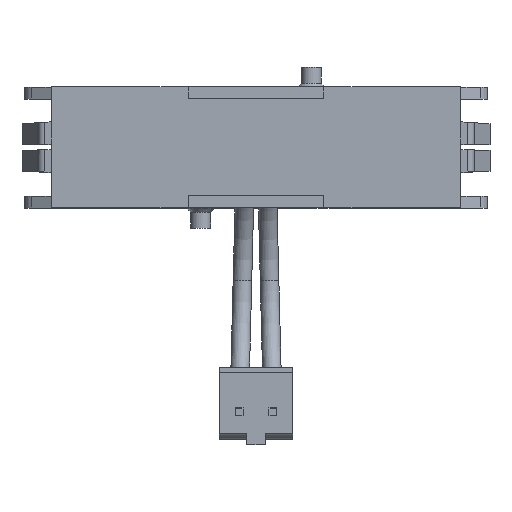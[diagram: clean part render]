
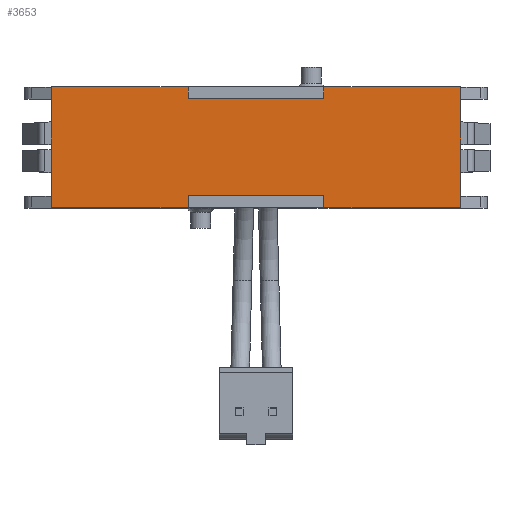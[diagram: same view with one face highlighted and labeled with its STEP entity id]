
A CAD part, top view. The second image highlights one B-rep face of the part: STEP entity #3653.
In plain terms, the highlighted planar face has unit normal (0, 0, 1).
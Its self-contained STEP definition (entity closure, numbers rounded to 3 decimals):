
#281=FACE_OUTER_BOUND('',#511,.T.);
#511=EDGE_LOOP('',(#2787,#2788,#2789,#2790,#2791,#2792,#2793,#2794,#2795,
#2796,#2797,#2798));
#671=LINE('',#5331,#1101);
#676=LINE('',#5340,#1106);
#731=LINE('',#5468,#1161);
#734=LINE('',#5474,#1164);
#801=LINE('',#5632,#1231);
#832=LINE('',#5697,#1262);
#835=LINE('',#5703,#1265);
#836=LINE('',#5705,#1266);
#837=LINE('',#5706,#1267);
#838=LINE('',#5708,#1268);
#839=LINE('',#5710,#1269);
#840=LINE('',#5711,#1270);
#1101=VECTOR('',#4223,10.2);
#1106=VECTOR('',#4230,0.9);
#1161=VECTOR('',#4335,10.3);
#1164=VECTOR('',#4338,10.3);
#1231=VECTOR('',#4481,0.9);
#1262=VECTOR('',#4552,10.2);
#1265=VECTOR('',#4557,0.9);
#1266=VECTOR('',#4558,10.3);
#1267=VECTOR('',#4559,9.1);
#1268=VECTOR('',#4560,9.1);
#1269=VECTOR('',#4561,10.3);
#1270=VECTOR('',#4562,0.9);
#1568=VERTEX_POINT('',#5327);
#1570=VERTEX_POINT('',#5330);
#1573=VERTEX_POINT('',#5338);
#1620=VERTEX_POINT('',#5465);
#1623=VERTEX_POINT('',#5471);
#1624=VERTEX_POINT('',#5473);
#1689=VERTEX_POINT('',#5693);
#1691=VERTEX_POINT('',#5696);
#1693=VERTEX_POINT('',#5702);
#1694=VERTEX_POINT('',#5704);
#1695=VERTEX_POINT('',#5707);
#1696=VERTEX_POINT('',#5709);
#1923=EDGE_CURVE('',#1570,#1568,#671,.T.);
#1928=EDGE_CURVE('',#1573,#1568,#676,.T.);
#1991=EDGE_CURVE('',#1573,#1620,#731,.T.);
#1994=EDGE_CURVE('',#1624,#1623,#734,.T.);
#2075=EDGE_CURVE('',#1623,#1570,#801,.T.);
#2106=EDGE_CURVE('',#1689,#1691,#832,.T.);
#2109=EDGE_CURVE('',#1693,#1689,#835,.T.);
#2110=EDGE_CURVE('',#1693,#1694,#836,.T.);
#2111=EDGE_CURVE('',#1694,#1624,#837,.T.);
#2112=EDGE_CURVE('',#1695,#1620,#838,.T.);
#2113=EDGE_CURVE('',#1695,#1696,#839,.T.);
#2114=EDGE_CURVE('',#1696,#1691,#840,.T.);
#2787=ORIENTED_EDGE('',*,*,#2109,.F.);
#2788=ORIENTED_EDGE('',*,*,#2110,.T.);
#2789=ORIENTED_EDGE('',*,*,#2111,.T.);
#2790=ORIENTED_EDGE('',*,*,#1994,.T.);
#2791=ORIENTED_EDGE('',*,*,#2075,.T.);
#2792=ORIENTED_EDGE('',*,*,#1923,.T.);
#2793=ORIENTED_EDGE('',*,*,#1928,.F.);
#2794=ORIENTED_EDGE('',*,*,#1991,.T.);
#2795=ORIENTED_EDGE('',*,*,#2112,.F.);
#2796=ORIENTED_EDGE('',*,*,#2113,.T.);
#2797=ORIENTED_EDGE('',*,*,#2114,.T.);
#2798=ORIENTED_EDGE('',*,*,#2106,.F.);
#3462=PLANE('',#3921);
#3653=ADVANCED_FACE('',(#281),#3462,.T.);
#3921=AXIS2_PLACEMENT_3D('',#5701,#4555,#4556);
#4223=DIRECTION('',(-1.,0.,0.));
#4230=DIRECTION('',(0.,-1.,0.));
#4335=DIRECTION('',(-1.,0.,0.));
#4338=DIRECTION('',(-1.,0.,0.));
#4481=DIRECTION('',(0.,-1.,0.));
#4552=DIRECTION('',(-1.,0.,0.));
#4555=DIRECTION('center_axis',(0.,0.,1.));
#4556=DIRECTION('ref_axis',(0.,1.,0.));
#4557=DIRECTION('',(0.,1.,0.));
#4558=DIRECTION('',(1.,0.,0.));
#4559=DIRECTION('',(0.,1.,0.));
#4560=DIRECTION('',(0.,1.,0.));
#4561=DIRECTION('',(1.,0.,0.));
#4562=DIRECTION('',(0.,1.,0.));
#5327=CARTESIAN_POINT('',(-5.1,11.85,-3.8));
#5330=CARTESIAN_POINT('',(5.1,11.85,-3.8));
#5331=CARTESIAN_POINT('',(5.1,11.85,-3.8));
#5338=CARTESIAN_POINT('',(-5.1,12.75,-3.8));
#5340=CARTESIAN_POINT('',(-5.1,12.75,-3.8));
#5465=CARTESIAN_POINT('',(-15.4,12.75,-3.8));
#5468=CARTESIAN_POINT('',(-5.1,12.75,-3.8));
#5471=CARTESIAN_POINT('',(5.1,12.75,-3.8));
#5473=CARTESIAN_POINT('',(15.4,12.75,-3.8));
#5474=CARTESIAN_POINT('',(15.4,12.75,-3.8));
#5632=CARTESIAN_POINT('',(5.1,12.75,-3.8));
#5693=CARTESIAN_POINT('',(5.1,4.55,-3.8));
#5696=CARTESIAN_POINT('',(-5.1,4.55,-3.8));
#5697=CARTESIAN_POINT('',(5.1,4.55,-3.8));
#5701=CARTESIAN_POINT('Origin',(12.2,3.65,-3.8));
#5702=CARTESIAN_POINT('',(5.1,3.65,-3.8));
#5703=CARTESIAN_POINT('',(5.1,3.65,-3.8));
#5704=CARTESIAN_POINT('',(15.4,3.65,-3.8));
#5705=CARTESIAN_POINT('',(5.1,3.65,-3.8));
#5706=CARTESIAN_POINT('',(15.4,3.65,-3.8));
#5707=CARTESIAN_POINT('',(-15.4,3.65,-3.8));
#5708=CARTESIAN_POINT('',(-15.4,3.65,-3.8));
#5709=CARTESIAN_POINT('',(-5.1,3.65,-3.8));
#5710=CARTESIAN_POINT('',(-15.4,3.65,-3.8));
#5711=CARTESIAN_POINT('',(-5.1,3.65,-3.8));
